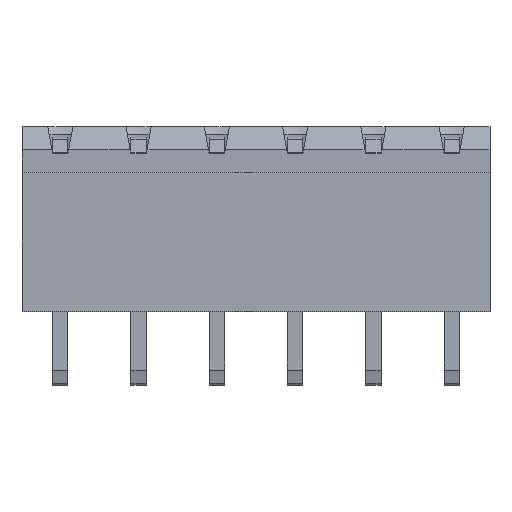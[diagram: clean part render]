
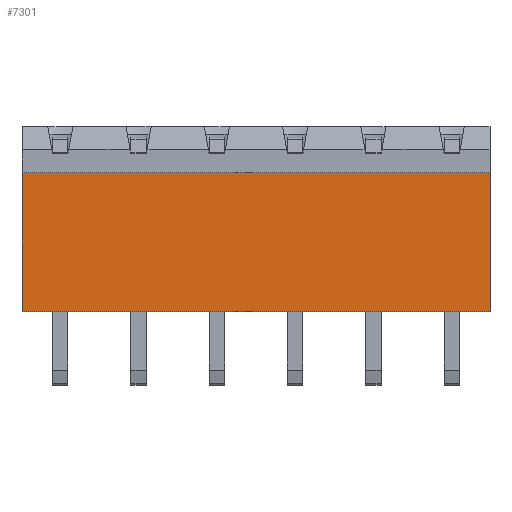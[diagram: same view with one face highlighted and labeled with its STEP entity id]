
A CAD part, top view. The second image highlights one B-rep face of the part: STEP entity #7301.
In plain terms, the highlighted planar face has unit normal (0, 0, 1).
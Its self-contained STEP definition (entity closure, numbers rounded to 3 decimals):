
#232 = DIRECTION ( 'NONE',  ( 0., -1., 0. ) ) ;
#311 = VERTEX_POINT ( 'NONE', #6728 ) ;
#504 = VERTEX_POINT ( 'NONE', #8926 ) ;
#557 = DIRECTION ( 'NONE',  ( 0., -1., 0. ) ) ;
#677 = LINE ( 'NONE', #1906, #8688 ) ;
#1069 = VERTEX_POINT ( 'NONE', #5723 ) ;
#1177 = VECTOR ( 'NONE', #9591, 1000. ) ;
#1906 = CARTESIAN_POINT ( 'NONE',  ( 30.37, 9.01, 0. ) ) ;
#1952 = DIRECTION ( 'NONE',  ( -1., 0., 0. ) ) ;
#1986 = EDGE_CURVE ( 'NONE', #504, #1069, #4064, .T. ) ;
#2056 = EDGE_CURVE ( 'NONE', #7583, #1069, #7410, .T. ) ;
#2103 = EDGE_CURVE ( 'NONE', #311, #7583, #4939, .T. ) ;
#2115 = EDGE_CURVE ( 'NONE', #311, #504, #677, .T. ) ;
#2833 = VECTOR ( 'NONE', #557, 1000. ) ;
#4064 = LINE ( 'NONE', #9981, #7876 ) ;
#4067 = CARTESIAN_POINT ( 'NONE',  ( 30.37, 0., 0. ) ) ;
#4939 = LINE ( 'NONE', #8649, #2833 ) ;
#5723 = CARTESIAN_POINT ( 'NONE',  ( 0., 0., 0. ) ) ;
#6728 = CARTESIAN_POINT ( 'NONE',  ( 30.37, 9.01, 0. ) ) ;
#7301 = ADVANCED_FACE ( 'NONE', ( #9842 ), #7479, .F. ) ;
#7383 = DIRECTION ( 'NONE',  ( 0., 1., 0. ) ) ;
#7410 = LINE ( 'NONE', #9779, #1177 ) ;
#7447 = DIRECTION ( 'NONE',  ( 0., 0., -1. ) ) ;
#7479 = PLANE ( 'NONE',  #8200 ) ;
#7544 = CARTESIAN_POINT ( 'NONE',  ( 30.37, 9.01, 0. ) ) ;
#7583 = VERTEX_POINT ( 'NONE', #4067 ) ;
#7817 = ORIENTED_EDGE ( 'NONE', *, *, #1986, .T. ) ;
#7839 = ORIENTED_EDGE ( 'NONE', *, *, #2056, .F. ) ;
#7876 = VECTOR ( 'NONE', #232, 1000. ) ;
#7924 = ORIENTED_EDGE ( 'NONE', *, *, #2103, .F. ) ;
#8144 = ORIENTED_EDGE ( 'NONE', *, *, #2115, .T. ) ;
#8200 = AXIS2_PLACEMENT_3D ( 'NONE', #7544, #7447, #7383 ) ;
#8649 = CARTESIAN_POINT ( 'NONE',  ( 30.37, 9.01, 0. ) ) ;
#8688 = VECTOR ( 'NONE', #1952, 1000. ) ;
#8926 = CARTESIAN_POINT ( 'NONE',  ( 0., 9.01, 0. ) ) ;
#9254 = EDGE_LOOP ( 'NONE', ( #7817, #7839, #7924, #8144 ) ) ;
#9591 = DIRECTION ( 'NONE',  ( -1., 0., 0. ) ) ;
#9779 = CARTESIAN_POINT ( 'NONE',  ( 30.37, 0., 0. ) ) ;
#9842 = FACE_OUTER_BOUND ( 'NONE', #9254, .T. ) ;
#9981 = CARTESIAN_POINT ( 'NONE',  ( 0., 9.01, 0. ) ) ;
